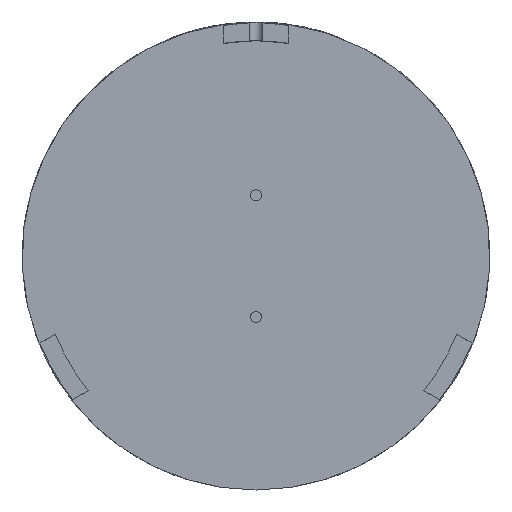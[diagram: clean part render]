
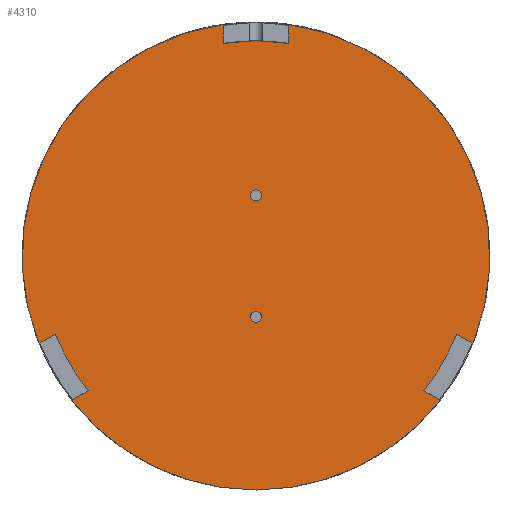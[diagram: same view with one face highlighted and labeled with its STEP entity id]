
A CAD part, front view. The second image highlights one B-rep face of the part: STEP entity #4310.
In plain terms, the highlighted planar face has unit normal (0, -1, 0).
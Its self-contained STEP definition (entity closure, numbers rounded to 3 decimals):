
#26 = CIRCLE ( 'NONE', #2960, 12.5 ) ;
#27 = PLANE ( 'NONE',  #3063 ) ;
#49 = ORIENTED_EDGE ( 'NONE', *, *, #4081, .T. ) ;
#115 = CIRCLE ( 'NONE', #4016, 11.5 ) ;
#151 = CARTESIAN_POINT ( 'NONE',  ( -11.594, 0.37, -4.673 ) ) ;
#267 = ORIENTED_EDGE ( 'NONE', *, *, #6377, .T. ) ;
#270 = VERTEX_POINT ( 'NONE', #151 ) ;
#413 = CARTESIAN_POINT ( 'NONE',  ( 1.75, 0.37, 11.366 ) ) ;
#460 = LINE ( 'NONE', #3241, #2186 ) ;
#606 = DIRECTION ( 'NONE',  ( 0., -1., 0. ) ) ;
#654 = AXIS2_PLACEMENT_3D ( 'NONE', #3214, #7140, #3781 ) ;
#655 = ORIENTED_EDGE ( 'NONE', *, *, #3525, .T. ) ;
#739 = CIRCLE ( 'NONE', #6588, 11.5 ) ;
#1000 = DIRECTION ( 'NONE',  ( 0., -1., 0. ) ) ;
#1078 = CARTESIAN_POINT ( 'NONE',  ( 0., 0.37, 0. ) ) ;
#1086 = CARTESIAN_POINT ( 'NONE',  ( 0., 0.37, 0. ) ) ;
#1199 = VECTOR ( 'NONE', #4526, 1000. ) ;
#1387 = DIRECTION ( 'NONE',  ( -0.866, 0., -0.5 ) ) ;
#1425 = VERTEX_POINT ( 'NONE', #4876 ) ;
#1432 = EDGE_CURVE ( 'NONE', #2484, #5101, #6798, .T. ) ;
#1568 = EDGE_CURVE ( 'NONE', #2743, #4182, #2292, .T. ) ;
#1590 = DIRECTION ( 'NONE',  ( 0., 0., 1. ) ) ;
#1665 = DIRECTION ( 'NONE',  ( 0., 0., -1. ) ) ;
#1673 = DIRECTION ( 'NONE',  ( 0., 0., -1. ) ) ;
#1761 = VECTOR ( 'NONE', #6837, 1000. ) ;
#1772 = ORIENTED_EDGE ( 'NONE', *, *, #3313, .F. ) ;
#1877 = CARTESIAN_POINT ( 'NONE',  ( 0., 0.37, 11.5 ) ) ;
#2032 = CARTESIAN_POINT ( 'NONE',  ( 0., 0.37, 0. ) ) ;
#2037 = ORIENTED_EDGE ( 'NONE', *, *, #3625, .F. ) ;
#2182 = ORIENTED_EDGE ( 'NONE', *, *, #6163, .T. ) ;
#2186 = VECTOR ( 'NONE', #1590, 1000. ) ;
#2192 = ORIENTED_EDGE ( 'NONE', *, *, #1432, .F. ) ;
#2292 = CIRCLE ( 'NONE', #2785, 11.5 ) ;
#2338 = CARTESIAN_POINT ( 'NONE',  ( 0., 0.37, 0. ) ) ;
#2370 = VECTOR ( 'NONE', #4809, 1000. ) ;
#2484 = VERTEX_POINT ( 'NONE', #3682 ) ;
#2551 = VERTEX_POINT ( 'NONE', #4263 ) ;
#2598 = DIRECTION ( 'NONE',  ( 0., 0., -1. ) ) ;
#2610 = CARTESIAN_POINT ( 'NONE',  ( 0., 0.37, 0. ) ) ;
#2715 = LINE ( 'NONE', #6059, #1199 ) ;
#2736 = VERTEX_POINT ( 'NONE', #3869 ) ;
#2743 = VERTEX_POINT ( 'NONE', #5574 ) ;
#2785 = AXIS2_PLACEMENT_3D ( 'NONE', #2338, #6304, #2923 ) ;
#2923 = DIRECTION ( 'NONE',  ( 0., 0., -1. ) ) ;
#2960 = AXIS2_PLACEMENT_3D ( 'NONE', #6585, #3226, #7163 ) ;
#2973 = VERTEX_POINT ( 'NONE', #3892 ) ;
#3063 = AXIS2_PLACEMENT_3D ( 'NONE', #4040, #606, #4597 ) ;
#3198 = DIRECTION ( 'NONE',  ( 0., 0., -1. ) ) ;
#3214 = CARTESIAN_POINT ( 'NONE',  ( 0., 0.37, 0. ) ) ;
#3226 = DIRECTION ( 'NONE',  ( 0., 1., 0. ) ) ;
#3241 = CARTESIAN_POINT ( 'NONE',  ( -1.75, 0.37, 13.386 ) ) ;
#3283 = LINE ( 'NONE', #6789, #1761 ) ;
#3299 = AXIS2_PLACEMENT_3D ( 'NONE', #4430, #1000, #4987 ) ;
#3313 = EDGE_CURVE ( 'NONE', #1425, #2551, #26, .T. ) ;
#3367 = CARTESIAN_POINT ( 'NONE',  ( 10.718, 0.37, -8.209 ) ) ;
#3392 = EDGE_CURVE ( 'NONE', #4182, #5101, #2715, .T. ) ;
#3525 = EDGE_CURVE ( 'NONE', #270, #2736, #5389, .T. ) ;
#3529 = ORIENTED_EDGE ( 'NONE', *, *, #3392, .T. ) ;
#3625 = EDGE_CURVE ( 'NONE', #2551, #3638, #5019, .T. ) ;
#3638 = VERTEX_POINT ( 'NONE', #4852 ) ;
#3674 = CARTESIAN_POINT ( 'NONE',  ( -1.75, 0.37, 11.366 ) ) ;
#3678 = CARTESIAN_POINT ( 'NONE',  ( 11.594, 0.37, -4.673 ) ) ;
#3682 = CARTESIAN_POINT ( 'NONE',  ( 1.75, 0.37, 12.377 ) ) ;
#3686 = CARTESIAN_POINT ( 'NONE',  ( -12.468, 0.37, -5.178 ) ) ;
#3690 = EDGE_CURVE ( 'NONE', #6765, #2973, #460, .T. ) ;
#3781 = DIRECTION ( 'NONE',  ( 0., 0., -1. ) ) ;
#3799 = VECTOR ( 'NONE', #6726, 1000. ) ;
#3803 = ORIENTED_EDGE ( 'NONE', *, *, #1568, .T. ) ;
#3869 = CARTESIAN_POINT ( 'NONE',  ( -10.718, 0.37, -4.167 ) ) ;
#3892 = CARTESIAN_POINT ( 'NONE',  ( -1.75, 0.37, 12.377 ) ) ;
#3982 = LINE ( 'NONE', #5937, #5482 ) ;
#4016 = AXIS2_PLACEMENT_3D ( 'NONE', #1078, #5055, #1665 ) ;
#4040 = CARTESIAN_POINT ( 'NONE',  ( 0., 0.37, 0. ) ) ;
#4081 = EDGE_CURVE ( 'NONE', #2736, #6466, #739, .T. ) ;
#4141 = EDGE_LOOP ( 'NONE', ( #6528, #2182, #7237, #5361, #655, #49, #5719, #2037, #1772, #267, #3803, #3529, #2192, #6348 ) ) ;
#4182 = VERTEX_POINT ( 'NONE', #5715 ) ;
#4263 = CARTESIAN_POINT ( 'NONE',  ( 0., 0.37, -12.5 ) ) ;
#4293 = EDGE_CURVE ( 'NONE', #2484, #4786, #3283, .T. ) ;
#4310 = ADVANCED_FACE ( 'NONE', ( #6106 ), #27, .T. ) ;
#4430 = CARTESIAN_POINT ( 'NONE',  ( 0., 0.37, 0. ) ) ;
#4526 = DIRECTION ( 'NONE',  ( 0.866, 0., -0.5 ) ) ;
#4597 = DIRECTION ( 'NONE',  ( 0., 0., -1. ) ) ;
#4753 = EDGE_CURVE ( 'NONE', #4786, #4949, #5033, .T. ) ;
#4786 = VERTEX_POINT ( 'NONE', #413 ) ;
#4809 = DIRECTION ( 'NONE',  ( 0.866, 0., 0.5 ) ) ;
#4852 = CARTESIAN_POINT ( 'NONE',  ( -9.844, 0.37, -7.704 ) ) ;
#4876 = CARTESIAN_POINT ( 'NONE',  ( 9.844, 0.37, -7.704 ) ) ;
#4949 = VERTEX_POINT ( 'NONE', #1877 ) ;
#4987 = DIRECTION ( 'NONE',  ( 0., 0., -1. ) ) ;
#5019 = CIRCLE ( 'NONE', #6365, 12.5 ) ;
#5033 = CIRCLE ( 'NONE', #3299, 11.5 ) ;
#5055 = DIRECTION ( 'NONE',  ( 0., -1., 0. ) ) ;
#5062 = DIRECTION ( 'NONE',  ( 0., -1., 0. ) ) ;
#5095 = EDGE_CURVE ( 'NONE', #6466, #3638, #3982, .T. ) ;
#5101 = VERTEX_POINT ( 'NONE', #3678 ) ;
#5361 = ORIENTED_EDGE ( 'NONE', *, *, #6919, .F. ) ;
#5389 = LINE ( 'NONE', #3686, #2370 ) ;
#5482 = VECTOR ( 'NONE', #1387, 1000. ) ;
#5574 = CARTESIAN_POINT ( 'NONE',  ( 8.968, 0.37, -7.199 ) ) ;
#5715 = CARTESIAN_POINT ( 'NONE',  ( 10.718, 0.37, -4.167 ) ) ;
#5719 = ORIENTED_EDGE ( 'NONE', *, *, #5095, .T. ) ;
#5937 = CARTESIAN_POINT ( 'NONE',  ( -10.718, 0.37, -8.209 ) ) ;
#5985 = DIRECTION ( 'NONE',  ( 0., 1., 0. ) ) ;
#6059 = CARTESIAN_POINT ( 'NONE',  ( 12.468, 0.37, -5.178 ) ) ;
#6106 = FACE_OUTER_BOUND ( 'NONE', #4141, .T. ) ;
#6163 = EDGE_CURVE ( 'NONE', #4949, #6765, #115, .T. ) ;
#6304 = DIRECTION ( 'NONE',  ( 0., -1., 0. ) ) ;
#6348 = ORIENTED_EDGE ( 'NONE', *, *, #4293, .T. ) ;
#6365 = AXIS2_PLACEMENT_3D ( 'NONE', #2032, #5985, #2598 ) ;
#6377 = EDGE_CURVE ( 'NONE', #1425, #2743, #6786, .T. ) ;
#6466 = VERTEX_POINT ( 'NONE', #7338 ) ;
#6528 = ORIENTED_EDGE ( 'NONE', *, *, #4753, .T. ) ;
#6564 = DIRECTION ( 'NONE',  ( 0., 1., 0. ) ) ;
#6585 = CARTESIAN_POINT ( 'NONE',  ( 0., 0.37, 0. ) ) ;
#6588 = AXIS2_PLACEMENT_3D ( 'NONE', #1086, #5062, #1673 ) ;
#6686 = CIRCLE ( 'NONE', #654, 12.5 ) ;
#6726 = DIRECTION ( 'NONE',  ( -0.866, 0., 0.5 ) ) ;
#6765 = VERTEX_POINT ( 'NONE', #3674 ) ;
#6786 = LINE ( 'NONE', #3367, #3799 ) ;
#6789 = CARTESIAN_POINT ( 'NONE',  ( 1.75, 0.37, 13.386 ) ) ;
#6798 = CIRCLE ( 'NONE', #7106, 12.5 ) ;
#6837 = DIRECTION ( 'NONE',  ( 0., 0., -1. ) ) ;
#6919 = EDGE_CURVE ( 'NONE', #270, #2973, #6686, .T. ) ;
#7106 = AXIS2_PLACEMENT_3D ( 'NONE', #2610, #6564, #3198 ) ;
#7140 = DIRECTION ( 'NONE',  ( 0., 1., 0. ) ) ;
#7163 = DIRECTION ( 'NONE',  ( 0., 0., -1. ) ) ;
#7237 = ORIENTED_EDGE ( 'NONE', *, *, #3690, .T. ) ;
#7338 = CARTESIAN_POINT ( 'NONE',  ( -8.968, 0.37, -7.199 ) ) ;
